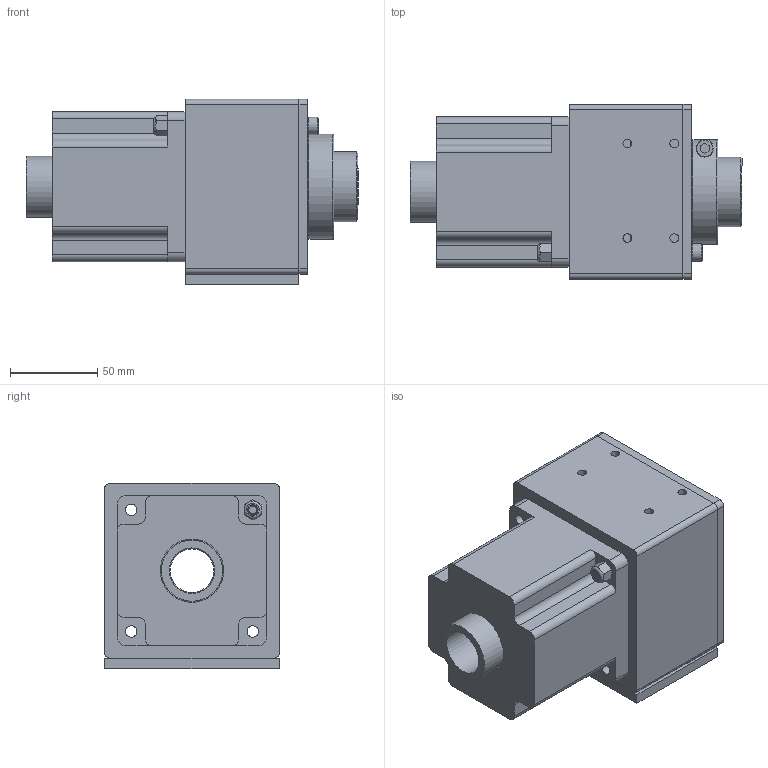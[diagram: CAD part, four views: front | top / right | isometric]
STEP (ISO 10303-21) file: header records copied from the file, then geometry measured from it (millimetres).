
FILE_DESCRIPTION(/* description */ (''),/* implementation_level */ '2;1');
FILE_NAME(/* name */ 'Rotating Ball Nema34 SFU2510 v3.step',/* time_stamp */ '2022-04-21T15:55:56+10:00',/* author */ (''),/* organization */ (''),/* preprocessor_version */ 'ST-DEVELOPER v18.1',/* originating_system */ 'Autodesk Translation Framework v10.14.0.1471',/* authorisation */ '');
FILE_SCHEMA (('AUTOMOTIVE_DESIGN { 1 0 10303 214 3 1 1 }'));
Length unit declared in the file: millimetre
Products named in the file (10): Rotating Ball Nema34 SFU2510; Component1; SFU2510 Ball nut; Component4; 90348A031_18-8 Stainless Steel Socket Head Screws; 9506T366_Clamping Shaft Collar; 8828T119_Angular-Contact Double Row Ball Bearing; Component3; 91292A323_18-8 Stainless Steel Socket Head Screw; 97260A101_High-Strength Steel Nylon-Insert Locknut
Assembly tree (9 placements, depth 3):
  Rotating Ball Nema34 SFU2510
    Component1
    SFU2510 Ball nut
    Component4
      90348A031_18-8 Stainless Steel Socket Head Screws
      9506T366_Clamping Shaft Collar
    8828T119_Angular-Contact Double Row Ball Bearing
    Component3
    91292A323_18-8 Stainless Steel Socket Head Screw
    97260A101_High-Strength Steel Nylon-Insert Locknut
Bounding box: 190 x 100 x 106 mm (x, y, z)
Volume: 1063139.1 mm3; surface area: 270367.4 mm2
Topology: 36 solids, 36 shells, 538 faces, 1397 edges, 905 vertices
Faces by surface type: cylinder 294, plane 146, cone 58, sphere 20, torus 12, bspline 8
Full cylindrical faces by diameter (mm): 4 x12, 4.701 x73, 4.75 x1, 5 x6, 5.035 x4, 6 x81, 6.5 x16, 6.6 x12, 7.5 x4, 10 x3, 25 x1, 26 x1, 35 x1, 36.2 x1, 40 x2, 40.5 x1, 55.622 x3, 62 x1, 64 x1, 64.378 x3, 66 x1, 80 x3
Entity records: 30607 total; most frequent: CARTESIAN_POINT 17596, ORIENTED_EDGE 2724, DIRECTION 2465, EDGE_CURVE 1362, AXIS2_PLACEMENT_3D 961, VERTEX_POINT 905, EDGE_LOOP 675, LINE 543
